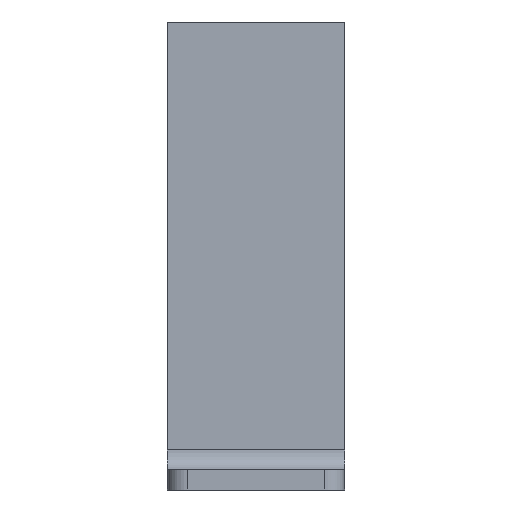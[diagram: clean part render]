
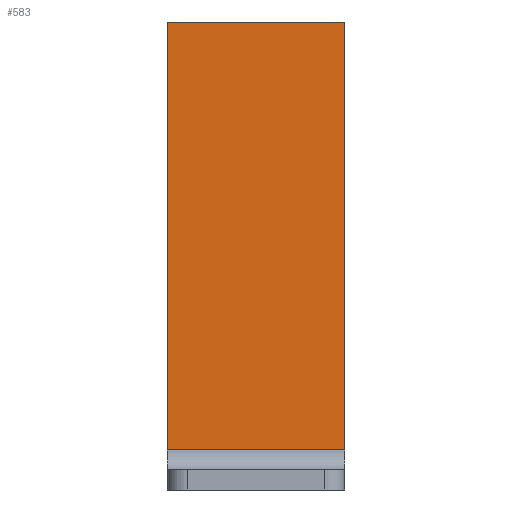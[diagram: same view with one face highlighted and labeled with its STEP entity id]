
A CAD part, front view. The second image highlights one B-rep face of the part: STEP entity #583.
In plain terms, the highlighted planar face has unit normal (0, -1, 0).
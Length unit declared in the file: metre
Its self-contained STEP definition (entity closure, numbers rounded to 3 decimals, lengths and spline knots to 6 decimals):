
#71=ORIENTED_EDGE('',*,*,#223,.T.);
#72=ORIENTED_EDGE('',*,*,#224,.T.);
#73=ORIENTED_EDGE('',*,*,#225,.T.);
#74=ORIENTED_EDGE('',*,*,#226,.F.);
#223=EDGE_CURVE('',#299,#300,#357,.T.);
#224=EDGE_CURVE('',#300,#301,#358,.F.);
#225=EDGE_CURVE('',#301,#302,#359,.T.);
#226=EDGE_CURVE('',#299,#302,#360,.T.);
#299=VERTEX_POINT('',#869);
#300=VERTEX_POINT('',#870);
#301=VERTEX_POINT('',#872);
#302=VERTEX_POINT('',#874);
#357=LINE('',#868,#399);
#358=LINE('',#871,#400);
#359=LINE('',#873,#401);
#360=LINE('',#875,#402);
#399=VECTOR('',#696,1.);
#400=VECTOR('',#697,1.);
#401=VECTOR('',#698,1.);
#402=VECTOR('',#699,1.);
#441=EDGE_LOOP('',(#71,#72,#73,#74));
#505=FACE_BOUND('',#441,.T.);
#569=PLANE('',#627);
#583=ADVANCED_FACE('',(#505),#569,.T.);
#627=AXIS2_PLACEMENT_3D('',#867,#694,#695);
#694=DIRECTION('',(0.,-1.,0.));
#695=DIRECTION('',(1.,0.,0.));
#696=DIRECTION('',(0.,0.,-1.));
#697=DIRECTION('',(-1.,0.,0.));
#698=DIRECTION('',(0.,0.,1.));
#699=DIRECTION('',(1.,0.,0.));
#867=CARTESIAN_POINT('',(0.,-0.003,0.));
#868=CARTESIAN_POINT('',(-0.01325,-0.003,0.));
#869=CARTESIAN_POINT('',(-0.01325,-0.003,0.05025));
#870=CARTESIAN_POINT('',(-0.01325,-0.003,-0.01375));
#871=CARTESIAN_POINT('',(0.01325,-0.003,-0.01375));
#872=CARTESIAN_POINT('',(0.01325,-0.003,-0.01375));
#873=CARTESIAN_POINT('',(0.01325,-0.003,0.));
#874=CARTESIAN_POINT('',(0.01325,-0.003,0.05025));
#875=CARTESIAN_POINT('',(-0.091965,-0.003,0.05025));
